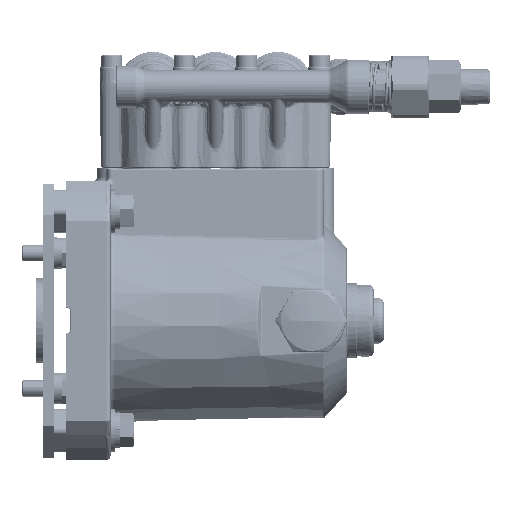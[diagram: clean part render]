
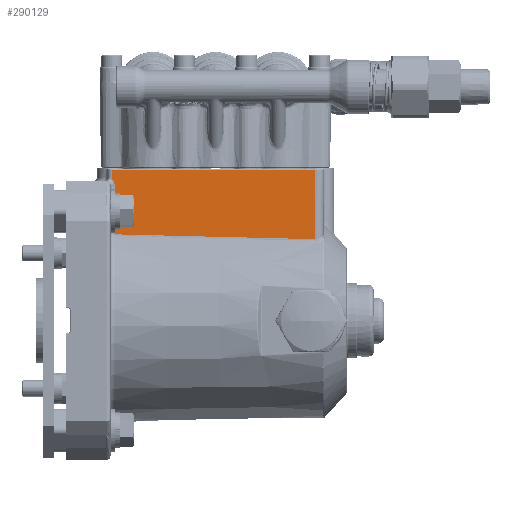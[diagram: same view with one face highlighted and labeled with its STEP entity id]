
A CAD part, front view. The second image highlights one B-rep face of the part: STEP entity #290129.
In plain terms, the highlighted planar face has unit normal (0, -1, 0).
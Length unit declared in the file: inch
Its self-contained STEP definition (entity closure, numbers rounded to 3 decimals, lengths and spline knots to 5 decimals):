
#7194 = CARTESIAN_POINT ( 'NONE',  ( 4.72441, -1.08268, -19685.03937 ) ) ;
#17290 = CARTESIAN_POINT ( 'NONE',  ( 0.9222, -1.08268, 2.58826 ) ) ;
#18407 = ORIENTED_EDGE ( 'NONE', *, *, #255122, .F. ) ;
#20229 = CARTESIAN_POINT ( 'NONE',  ( 0.86614, -1.08268, -19685.03937 ) ) ;
#25803 = ORIENTED_EDGE ( 'NONE', *, *, #167348, .F. ) ;
#31565 = CARTESIAN_POINT ( 'NONE',  ( 4.72441, -1.08268, 1.54421 ) ) ;
#36082 = CARTESIAN_POINT ( 'NONE',  ( 0.7874, -1.08268, -19685.03937 ) ) ;
#40197 = CARTESIAN_POINT ( 'NONE',  ( 0.91437, -1.08268, 2.61657 ) ) ;
#44070 = B_SPLINE_CURVE_WITH_KNOTS ( 'NONE', 3,
 ( #266499, #62085, #289288, #153289, #17290, #176091, #40197, #198881, #63035, #221758, #85887, #244654 ),
 .UNSPECIFIED., .F., .F.,
 ( 4, 2, 2, 2, 2, 4 ),
 ( -0.00001, 0.00044, 0.00088, 0.00178, 0.00267, 0.00357 ),
 .UNSPECIFIED. ) ;
#54614 = VECTOR ( 'NONE', #118245, 39.37008 ) ;
#55361 = EDGE_CURVE ( 'NONE', #99770, #125948, #115013, .T. ) ;
#58878 = DIRECTION ( 'NONE',  ( 0., 0., 1. ) ) ;
#62085 = CARTESIAN_POINT ( 'NONE',  ( 0.9249, -1.08268, 2.56492 ) ) ;
#62625 = EDGE_CURVE ( 'NONE', #130285, #178990, #159820, .T. ) ;
#63035 = CARTESIAN_POINT ( 'NONE',  ( 0.89792, -1.08268, 2.64771 ) ) ;
#64867 = VECTOR ( 'NONE', #178999, 39.37008 ) ;
#77153 = CARTESIAN_POINT ( 'NONE',  ( 2.19161, -1.08268, 1.60572 ) ) ;
#80698 = PLANE ( 'NONE',  #193988 ) ;
#85887 = CARTESIAN_POINT ( 'NONE',  ( 0.8753, -1.08268, 2.67412 ) ) ;
#85991 = ORIENTED_EDGE ( 'NONE', *, *, #62625, .F. ) ;
#88397 = FACE_OUTER_BOUND ( 'NONE', #184944, .T. ) ;
#92462 = VECTOR ( 'NONE', #231002, 39.37008 ) ;
#93120 = VERTEX_POINT ( 'NONE', #239274 ) ;
#96419 = CARTESIAN_POINT ( 'NONE',  ( 0.9252, -1.08268, 2.6378 ) ) ;
#99770 = VERTEX_POINT ( 'NONE', #242476 ) ;
#106892 = EDGE_CURVE ( 'NONE', #125948, #93120, #44070, .T. ) ;
#115013 = LINE ( 'NONE', #96419, #54614 ) ;
#118245 = DIRECTION ( 'NONE',  ( 0., 0., 1. ) ) ;
#124539 = ORIENTED_EDGE ( 'NONE', *, *, #55361, .F. ) ;
#125948 = VERTEX_POINT ( 'NONE', #200578 ) ;
#130285 = VERTEX_POINT ( 'NONE', #141161 ) ;
#141161 = CARTESIAN_POINT ( 'NONE',  ( 0.86614, -1.08268, 2.85433 ) ) ;
#153289 = CARTESIAN_POINT ( 'NONE',  ( 0.92319, -1.08268, 2.58246 ) ) ;
#159820 = LINE ( 'NONE', #208068, #92462 ) ;
#162210 = VECTOR ( 'NONE', #164901, 39.37008 ) ;
#164901 = DIRECTION ( 'NONE',  ( 0., 0., -1. ) ) ;
#166828 = CARTESIAN_POINT ( 'NONE',  ( 4.72441, -1.08268, 2.85433 ) ) ;
#167348 = EDGE_CURVE ( 'NONE', #261886, #99770, #200737, .T. ) ;
#169308 = LINE ( 'NONE', #7194, #162210 ) ;
#176091 = CARTESIAN_POINT ( 'NONE',  ( 0.91826, -1.08268, 2.60544 ) ) ;
#178990 = VERTEX_POINT ( 'NONE', #166828 ) ;
#178999 = DIRECTION ( 'NONE',  ( 0., 0., 1. ) ) ;
#184881 = ORIENTED_EDGE ( 'NONE', *, *, #106892, .F. ) ;
#184944 = EDGE_LOOP ( 'NONE', ( #18407, #184881, #124539, #25803, #212549, #85991 ) ) ;
#193988 = AXIS2_PLACEMENT_3D ( 'NONE', #36082, #194710, #58878 ) ;
#194710 = DIRECTION ( 'NONE',  ( 0., -1., 0. ) ) ;
#198881 = CARTESIAN_POINT ( 'NONE',  ( 0.90421, -1.08268, 2.63769 ) ) ;
#200578 = CARTESIAN_POINT ( 'NONE',  ( 0.9252, -1.08268, 2.55906 ) ) ;
#200737 = B_SPLINE_CURVE_WITH_KNOTS ( 'NONE', 3,
 ( #31565, #235015, #77153, #235995 ),
 .UNSPECIFIED., .F., .F.,
 ( 4, 4 ),
 ( 0., 0.09653 ),
 .UNSPECIFIED. ) ;
#208068 = CARTESIAN_POINT ( 'NONE',  ( 0.7874, -1.08268, 2.85433 ) ) ;
#212549 = ORIENTED_EDGE ( 'NONE', *, *, #283509, .F. ) ;
#221758 = CARTESIAN_POINT ( 'NONE',  ( 0.88348, -1.08268, 2.66588 ) ) ;
#231002 = DIRECTION ( 'NONE',  ( 1., 0., 0. ) ) ;
#235015 = CARTESIAN_POINT ( 'NONE',  ( 3.45801, -1.08268, 1.57513 ) ) ;
#235995 = CARTESIAN_POINT ( 'NONE',  ( 0.9252, -1.08268, 1.63602 ) ) ;
#238908 = LINE ( 'NONE', #20229, #64867 ) ;
#239274 = CARTESIAN_POINT ( 'NONE',  ( 0.86614, -1.08268, 2.68148 ) ) ;
#242476 = CARTESIAN_POINT ( 'NONE',  ( 0.9252, -1.08268, 1.63602 ) ) ;
#244654 = CARTESIAN_POINT ( 'NONE',  ( 0.86614, -1.08268, 2.68148 ) ) ;
#250892 = CARTESIAN_POINT ( 'NONE',  ( 4.72441, -1.08268, 1.54421 ) ) ;
#255122 = EDGE_CURVE ( 'NONE', #93120, #130285, #238908, .T. ) ;
#261886 = VERTEX_POINT ( 'NONE', #250892 ) ;
#266499 = CARTESIAN_POINT ( 'NONE',  ( 0.9252, -1.08268, 2.55906 ) ) ;
#283509 = EDGE_CURVE ( 'NONE', #178990, #261886, #169308, .T. ) ;
#289288 = CARTESIAN_POINT ( 'NONE',  ( 0.92456, -1.08268, 2.57079 ) ) ;
#290129 = ADVANCED_FACE ( 'NONE', ( #88397 ), #80698, .T. ) ;
